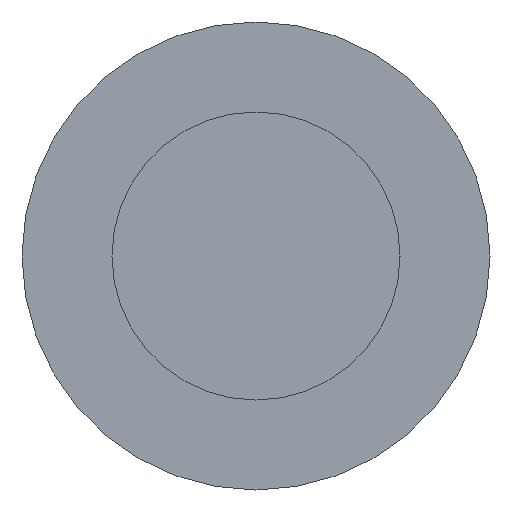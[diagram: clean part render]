
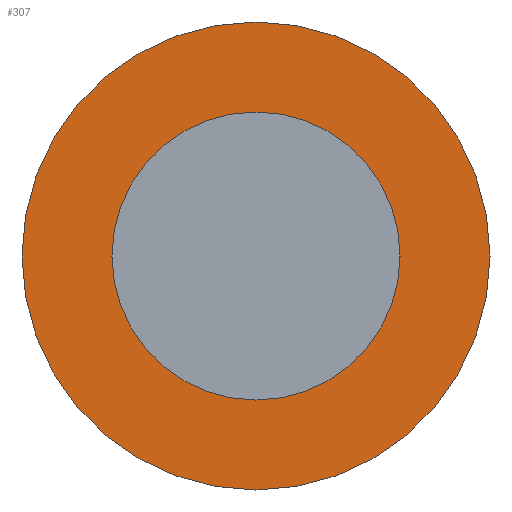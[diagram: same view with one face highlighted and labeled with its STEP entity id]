
A CAD part, left-side view. The second image highlights one B-rep face of the part: STEP entity #307.
In plain terms, the highlighted planar face has unit normal (-1, 0, 0).
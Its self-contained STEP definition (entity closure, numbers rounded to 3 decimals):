
#25 = AXIS2_PLACEMENT_3D ( 'NONE', #384, #169, #387 ) ;
#26 = CARTESIAN_POINT ( 'NONE',  ( 135., 0., 8. ) ) ;
#34 = VERTEX_POINT ( 'NONE', #26 ) ;
#40 = DIRECTION ( 'NONE',  ( -1., 0., 0. ) ) ;
#48 = CARTESIAN_POINT ( 'NONE',  ( 135., 0., 0. ) ) ;
#52 = AXIS2_PLACEMENT_3D ( 'NONE', #48, #236, #266 ) ;
#59 = CARTESIAN_POINT ( 'NONE',  ( 135., 0., -8. ) ) ;
#72 = DIRECTION ( 'NONE',  ( 0., 0., 1. ) ) ;
#78 = PLANE ( 'NONE',  #109 ) ;
#83 = DIRECTION ( 'NONE',  ( 0., 0., 1. ) ) ;
#97 = FACE_OUTER_BOUND ( 'NONE', #297, .T. ) ;
#108 = EDGE_LOOP ( 'NONE', ( #232, #356 ) ) ;
#109 = AXIS2_PLACEMENT_3D ( 'NONE', #292, #358, #171 ) ;
#110 = CARTESIAN_POINT ( 'NONE',  ( 135., 0., 0. ) ) ;
#111 = CIRCLE ( 'NONE', #52, 8. ) ;
#112 = ORIENTED_EDGE ( 'NONE', *, *, #176, .T. ) ;
#116 = CIRCLE ( 'NONE', #25, 13. ) ;
#124 = CIRCLE ( 'NONE', #371, 8. ) ;
#146 = FACE_BOUND ( 'NONE', #108, .T. ) ;
#159 = CIRCLE ( 'NONE', #287, 13. ) ;
#169 = DIRECTION ( 'NONE',  ( -1., 0., 0. ) ) ;
#170 = DIRECTION ( 'NONE',  ( -1., 0., 0. ) ) ;
#171 = DIRECTION ( 'NONE',  ( 0., 0., -1. ) ) ;
#176 = EDGE_CURVE ( 'NONE', #217, #391, #116, .T. ) ;
#195 = CARTESIAN_POINT ( 'NONE',  ( 135., 0., -13. ) ) ;
#207 = EDGE_CURVE ( 'NONE', #391, #217, #159, .T. ) ;
#217 = VERTEX_POINT ( 'NONE', #195 ) ;
#232 = ORIENTED_EDGE ( 'NONE', *, *, #308, .F. ) ;
#236 = DIRECTION ( 'NONE',  ( -1., 0., 0. ) ) ;
#266 = DIRECTION ( 'NONE',  ( 0., 0., 1. ) ) ;
#271 = CARTESIAN_POINT ( 'NONE',  ( 135., 0., 13. ) ) ;
#287 = AXIS2_PLACEMENT_3D ( 'NONE', #379, #40, #72 ) ;
#292 = CARTESIAN_POINT ( 'NONE',  ( 135., 8., 0. ) ) ;
#297 = EDGE_LOOP ( 'NONE', ( #310, #112 ) ) ;
#307 = ADVANCED_FACE ( 'NONE', ( #146, #97 ), #78, .F. ) ;
#308 = EDGE_CURVE ( 'NONE', #34, #411, #111, .T. ) ;
#310 = ORIENTED_EDGE ( 'NONE', *, *, #207, .T. ) ;
#329 = EDGE_CURVE ( 'NONE', #411, #34, #124, .T. ) ;
#356 = ORIENTED_EDGE ( 'NONE', *, *, #329, .F. ) ;
#358 = DIRECTION ( 'NONE',  ( 1., 0., 0. ) ) ;
#371 = AXIS2_PLACEMENT_3D ( 'NONE', #110, #170, #83 ) ;
#379 = CARTESIAN_POINT ( 'NONE',  ( 135., 0., 0. ) ) ;
#384 = CARTESIAN_POINT ( 'NONE',  ( 135., 0., 0. ) ) ;
#387 = DIRECTION ( 'NONE',  ( 0., 0., 1. ) ) ;
#391 = VERTEX_POINT ( 'NONE', #271 ) ;
#411 = VERTEX_POINT ( 'NONE', #59 ) ;
